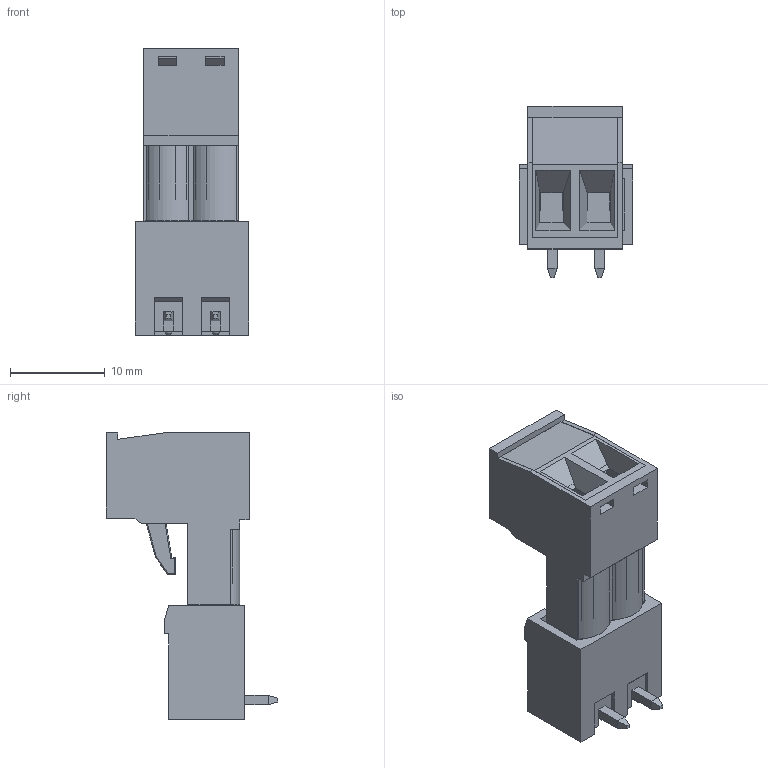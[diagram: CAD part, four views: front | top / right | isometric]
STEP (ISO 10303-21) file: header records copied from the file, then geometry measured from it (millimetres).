
FILE_DESCRIPTION(('FreeCAD Model'),'2;1');
FILE_NAME('Open CASCADE Shape Model','2024-03-11T22:22:05',('Author'),( ''),'Open CASCADE STEP processor 7.6','FreeCAD','Unknown');
FILE_SCHEMA(('AUTOMOTIVE_DESIGN { 1 0 10303 214 1 1 1 1 }'));
Length unit declared in the file: millimetre
Products named in the file (14): ensamble; Assem01; 691313710002; 6913137100xx_PIN; 6913137100xx_PIN001; Assem002; 6913527100xx_PIN; 6913527100xx_PIN001; 6913527100xxCAGE; 6913527100xxCAGE001; 6913527100xx_VIS; 6913527100xx_VIS001; 691352710002; 691352710002_COFFRE
Assembly tree (13 placements, depth 3):
  ensamble
    Assem01
      691313710002
      6913137100xx_PIN
      6913137100xx_PIN001
    Assem002
      6913527100xx_PIN
      6913527100xx_PIN001
      6913527100xxCAGE
      6913527100xxCAGE001
      6913527100xx_VIS
      6913527100xx_VIS001
      691352710002
      691352710002_COFFRE
Bounding box: 12 x 18.1 x 30.27 mm (x, y, z)
Volume: 1694.3 mm3; surface area: 4530.2 mm2
Topology: 11 solids, 11 shells, 576 faces, 1560 edges, 1012 vertices
Faces by surface type: plane 410, cylinder 142, cone 10, sphere 8, torus 4, bspline 2
Full cylindrical faces by diameter (mm): 0.75 x2, 2.7 x4, 2.75 x2, 3.5 x4
Entity records: 18854 total; most frequent: CARTESIAN_POINT 3322, ORIENTED_EDGE 3112, DIRECTION 3002, EDGE_CURVE 1556, LINE 1202, VECTOR 1202, VERTEX_POINT 1012, AXIS2_PLACEMENT_3D 900
